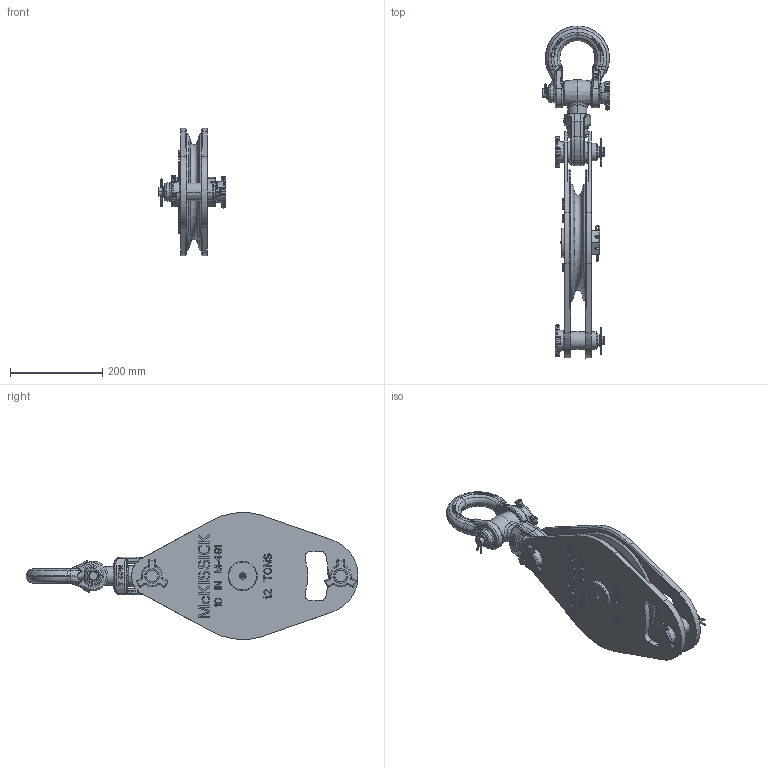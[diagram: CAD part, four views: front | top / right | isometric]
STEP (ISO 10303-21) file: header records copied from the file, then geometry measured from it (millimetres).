
FILE_DESCRIPTION((''),'2;1');
FILE_NAME('PRT0048','2013-12-23T',('alan doughty'),('The Crosby Group LLC'),'PRO/ENGINEER BY PARAMETRIC TECHNOLOGY CORPORATION, 2013040','PRO/ENGINEER BY PARAMETRIC TECHNOLOGY CORPORATION, 2013040','');
FILE_SCHEMA(('AUTOMOTIVE_DESIGN { 1 0 10303 214 1 1 1 1 }'));
Length unit declared in the file: inch
Products named in the file (1): PRT0048
Bounding box: 146.05 x 721.46 x 276.35 mm (x, y, z)
Volume: 3640932.5 mm3; surface area: 762892 mm2
Topology: 30 solids, 32 shells, 2985 faces, 7999 edges, 5139 vertices
Faces by surface type: plane 1783, cylinder 402, bspline 396, cone 176, torus 157, sphere 38, extrusion 33
Entity records: 146559 total; most frequent: CARTESIAN_POINT 51237, ORIENTED_EDGE 15914, DIRECTION 12898, PRESENTATION_STYLE_ASSIGNMENT 7987, STYLED_ITEM 7987, CURVE_STYLE 7957, EDGE_CURVE 7957, VERTEX_POINT 5139
